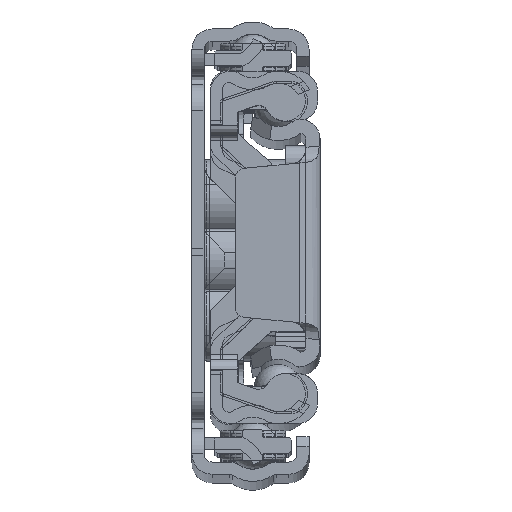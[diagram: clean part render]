
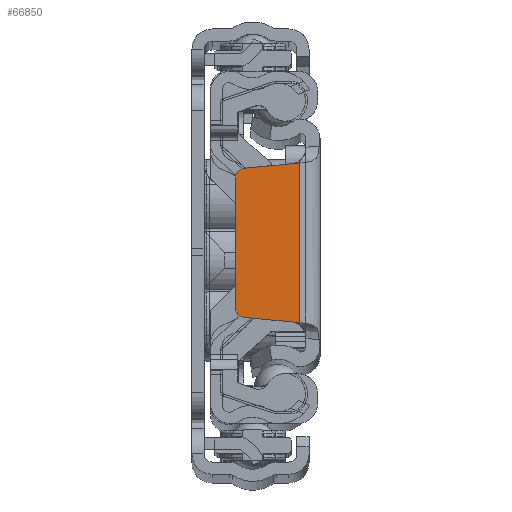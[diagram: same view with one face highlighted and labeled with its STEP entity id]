
A CAD part, top view. The second image highlights one B-rep face of the part: STEP entity #66850.
In plain terms, the highlighted face is planar.
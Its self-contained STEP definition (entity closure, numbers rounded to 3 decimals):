
#68 = AXIS2_PLACEMENT_3D ( 'NONE', #46129, #46717, #32678 ) ;
#1936 = ORIENTED_EDGE ( 'NONE', *, *, #33780, .F. ) ;
#2822 = ORIENTED_EDGE ( 'NONE', *, *, #81931, .F. ) ;
#2838 = VECTOR ( 'NONE', #27299, 1000. ) ;
#3822 = EDGE_CURVE ( 'NONE', #81524, #50378, #12870, .T. ) ;
#4614 = DIRECTION ( 'NONE',  ( -0.995, -0.095, 0. ) ) ;
#5276 = VERTEX_POINT ( 'NONE', #84556 ) ;
#5712 = AXIS2_PLACEMENT_3D ( 'NONE', #82882, #69164, #7801 ) ;
#7094 = ORIENTED_EDGE ( 'NONE', *, *, #59935, .T. ) ;
#7801 = DIRECTION ( 'NONE',  ( 1., 0., 0. ) ) ;
#9094 = LINE ( 'NONE', #47845, #48624 ) ;
#11655 = CARTESIAN_POINT ( 'NONE',  ( -7.495, -7.386, 0. ) ) ;
#11810 = EDGE_CURVE ( 'NONE', #83683, #76061, #30110, .T. ) ;
#12870 = LINE ( 'NONE', #51650, #47039 ) ;
#13329 = CARTESIAN_POINT ( 'NONE',  ( -8.4, -6.391, 0. ) ) ;
#13500 = CARTESIAN_POINT ( 'NONE',  ( -8.4, 6.391, 0. ) ) ;
#14735 = EDGE_CURVE ( 'NONE', #71272, #60930, #28651, .T. ) ;
#16528 = CARTESIAN_POINT ( 'NONE',  ( -2., -7.91, 0. ) ) ;
#18975 = VERTEX_POINT ( 'NONE', #13500 ) ;
#20778 = ORIENTED_EDGE ( 'NONE', *, *, #11810, .T. ) ;
#21003 = CARTESIAN_POINT ( 'NONE',  ( -8.4, -7.3, 0. ) ) ;
#26521 = VECTOR ( 'NONE', #87371, 1000. ) ;
#26889 = ORIENTED_EDGE ( 'NONE', *, *, #82864, .T. ) ;
#27299 = DIRECTION ( 'NONE',  ( 0.995, -0.095, 0. ) ) ;
#28575 = EDGE_LOOP ( 'NONE', ( #1936, #60450, #7094, #85396, #32541, #2822, #20778, #26889 ) ) ;
#28651 = CIRCLE ( 'NONE', #37141, 1. ) ;
#29079 = VECTOR ( 'NONE', #42807, 1000. ) ;
#29676 = LINE ( 'NONE', #73682, #26521 ) ;
#29752 = CIRCLE ( 'NONE', #68, 1. ) ;
#29942 = DIRECTION ( 'NONE',  ( -0.995, 0.095, 0. ) ) ;
#30110 = LINE ( 'NONE', #62779, #29079 ) ;
#30635 = LINE ( 'NONE', #16528, #69022 ) ;
#32541 = ORIENTED_EDGE ( 'NONE', *, *, #3822, .F. ) ;
#32678 = DIRECTION ( 'NONE',  ( 1., 0., 0. ) ) ;
#33780 = EDGE_CURVE ( 'NONE', #71272, #5276, #72088, .T. ) ;
#36507 = EDGE_CURVE ( 'NONE', #18975, #50378, #29752, .T. ) ;
#37141 = AXIS2_PLACEMENT_3D ( 'NONE', #63847, #85273, #84390 ) ;
#42807 = DIRECTION ( 'NONE',  ( 0., -1., 0. ) ) ;
#43466 = FACE_OUTER_BOUND ( 'NONE', #28575, .T. ) ;
#46129 = CARTESIAN_POINT ( 'NONE',  ( -7.4, 6.391, 0. ) ) ;
#46717 = DIRECTION ( 'NONE',  ( 0., 0., -1. ) ) ;
#47039 = VECTOR ( 'NONE', #4614, 1000. ) ;
#47101 = CARTESIAN_POINT ( 'NONE',  ( -2., 7.91, 0. ) ) ;
#47845 = CARTESIAN_POINT ( 'NONE',  ( -8.4, 8.1, 0. ) ) ;
#48624 = VECTOR ( 'NONE', #48718, 1000. ) ;
#48718 = DIRECTION ( 'NONE',  ( 0., 1., 0. ) ) ;
#50378 = VERTEX_POINT ( 'NONE', #86373 ) ;
#51650 = CARTESIAN_POINT ( 'NONE',  ( -8.4, 7.3, 0. ) ) ;
#56782 = CARTESIAN_POINT ( 'NONE',  ( -2.758, 7.837, 0. ) ) ;
#59935 = EDGE_CURVE ( 'NONE', #60930, #18975, #9094, .T. ) ;
#60450 = ORIENTED_EDGE ( 'NONE', *, *, #14735, .T. ) ;
#60930 = VERTEX_POINT ( 'NONE', #13329 ) ;
#62779 = CARTESIAN_POINT ( 'NONE',  ( -2., -13.87, 0. ) ) ;
#63847 = CARTESIAN_POINT ( 'NONE',  ( -7.4, -6.391, 0. ) ) ;
#66850 = ADVANCED_FACE ( 'NONE', ( #43466 ), #84059, .F. ) ;
#69022 = VECTOR ( 'NONE', #29942, 1000. ) ;
#69164 = DIRECTION ( 'NONE',  ( 0., 0., 1. ) ) ;
#71272 = VERTEX_POINT ( 'NONE', #11655 ) ;
#72088 = LINE ( 'NONE', #21003, #2838 ) ;
#73682 = CARTESIAN_POINT ( 'NONE',  ( -2., 7.91, 0. ) ) ;
#74214 = CARTESIAN_POINT ( 'NONE',  ( -2., -7.91, 0. ) ) ;
#76061 = VERTEX_POINT ( 'NONE', #74214 ) ;
#81524 = VERTEX_POINT ( 'NONE', #56782 ) ;
#81931 = EDGE_CURVE ( 'NONE', #83683, #81524, #29676, .T. ) ;
#82864 = EDGE_CURVE ( 'NONE', #76061, #5276, #30635, .T. ) ;
#82882 = CARTESIAN_POINT ( 'NONE',  ( -4.143, -13.87, 0. ) ) ;
#83683 = VERTEX_POINT ( 'NONE', #47101 ) ;
#84059 = PLANE ( 'NONE',  #5712 ) ;
#84390 = DIRECTION ( 'NONE',  ( 1., 0., 0. ) ) ;
#84556 = CARTESIAN_POINT ( 'NONE',  ( -2.758, -7.837, 0. ) ) ;
#85273 = DIRECTION ( 'NONE',  ( 0., 0., -1. ) ) ;
#85396 = ORIENTED_EDGE ( 'NONE', *, *, #36507, .T. ) ;
#86373 = CARTESIAN_POINT ( 'NONE',  ( -7.495, 7.386, 0. ) ) ;
#87371 = DIRECTION ( 'NONE',  ( -0.995, -0.095, 0. ) ) ;
